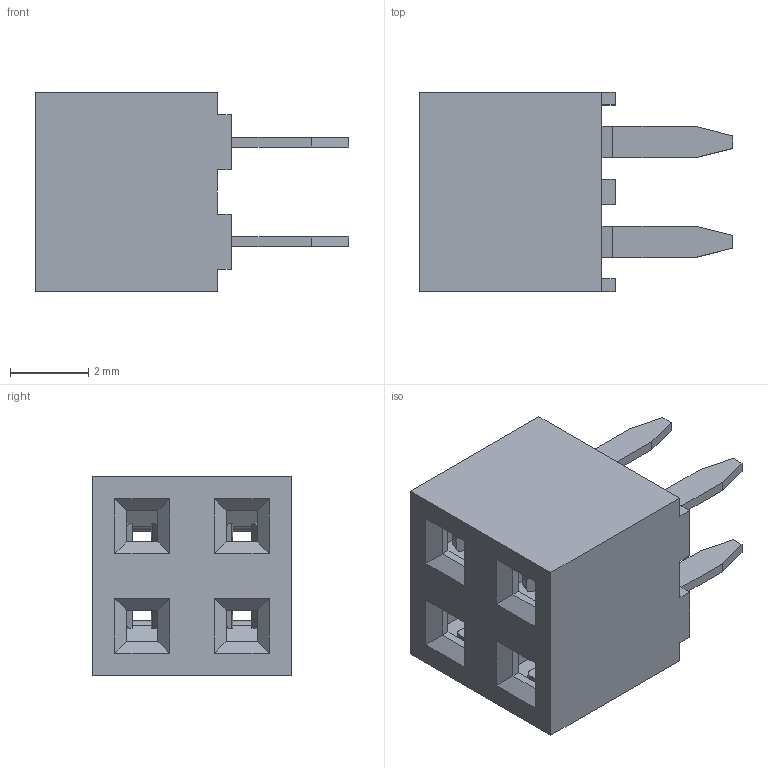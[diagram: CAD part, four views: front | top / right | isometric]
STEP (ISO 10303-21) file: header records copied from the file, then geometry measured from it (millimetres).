
FILE_DESCRIPTION(/* description */ (''),/* implementation_level */ '2;1');
FILE_NAME(/* name */ '342-04-2-00.stp',/* time_stamp */ '2015-05-29T08:20:29+02:00',/* author */ ('Andreas.Larin'),/* organization */ (''),/* preprocessor_version */ 'ST-DEVELOPER v15.6',/* originating_system */ 'Autodesk Inventor 2015',/* authorisation */ '');
FILE_SCHEMA (('AUTOMOTIVE_DESIGN { 1 0 10303 214 3 1 1 }'));
Length unit declared in the file: millimetre
Products named in the file (4): I-342-B-H5-07-0-2; T-342-N-180-S-2; T-342-N-180-S-2_MIR; 342-07-1-00
Bounding box: 8 x 5.08 x 5.08 mm (x, y, z)
Volume: 86.7 mm3; surface area: 391.2 mm2
Topology: 13 solids, 29 shells, 678 faces, 1604 edges, 952 vertices
Faces by surface type: plane 486, cylinder 144, bspline 48
Entity records: 12289 total; most frequent: CARTESIAN_POINT 3243, ORIENTED_EDGE 1868, DIRECTION 1762, EDGE_CURVE 920, LINE 716, VECTOR 716, VERTEX_POINT 552, AXIS2_PLACEMENT_3D 523
